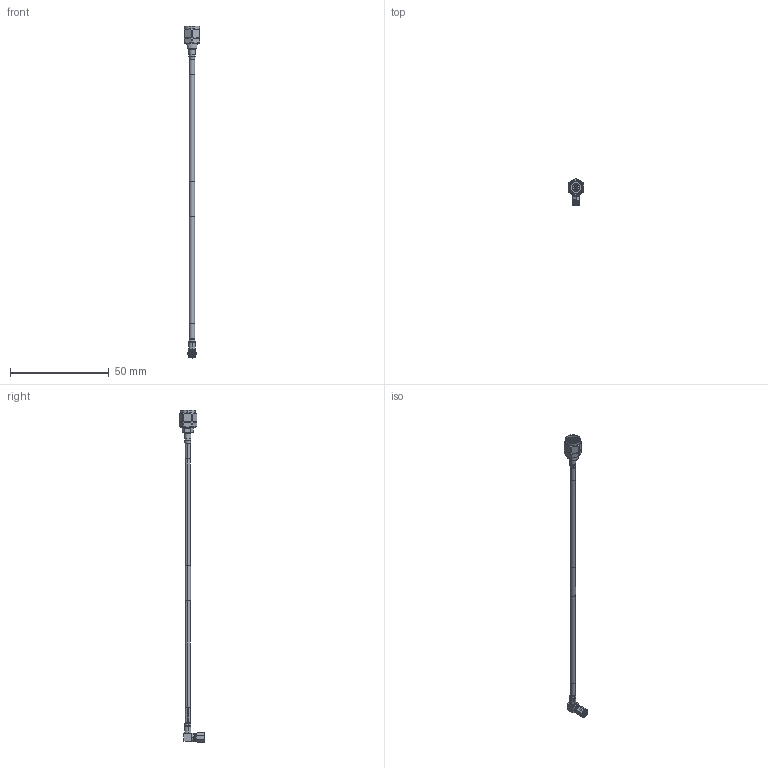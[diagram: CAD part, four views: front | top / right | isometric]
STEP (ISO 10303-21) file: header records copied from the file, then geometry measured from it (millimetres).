
FILE_DESCRIPTION (( 'STEP AP214' ), '1' );
FILE_NAME ('FMCA100356_3D.step', '2025-11-11T18:12:41', ( '' ), ( '' ), 'SwSTEP 2.0', 'SolidWorks 2025', '' );
FILE_SCHEMA (( 'AUTOMOTIVE_DESIGN' ));
Length unit declared in the file: inch
Products named in the file (5): Copy of HEAT SHRINK^FMCA100356; PE45413; PE-SR405FLJ_WITH LABEL; FMCA100356_3D; PE45384／FMCN1269(Ticket #1333)_默认
Assembly tree (5 placements, depth 2):
  FMCA100356_3D
    PE-SR405FLJ_WITH LABEL
    PE45413
    PE45384／FMCN1269(Ticket #1333)_默认
    Copy of HEAT SHRINK^FMCA100356  x2
Bounding box: 7.92 x 13.15 x 168.23 mm (x, y, z)
Volume: 1384.4 mm3; surface area: 2979.9 mm2
Topology: 7 solids, 7 shells, 290 faces, 682 edges, 429 vertices
Faces by surface type: cylinder 122, plane 99, cone 41, torus 22, bspline 6
Entity records: 10415 total; most frequent: CARTESIAN_POINT 4132, DIRECTION 1289, ORIENTED_EDGE 1276, EDGE_CURVE 638, AXIS2_PLACEMENT_3D 522, VERTEX_POINT 405, EDGE_LOOP 307, ADVANCED_FACE 268
